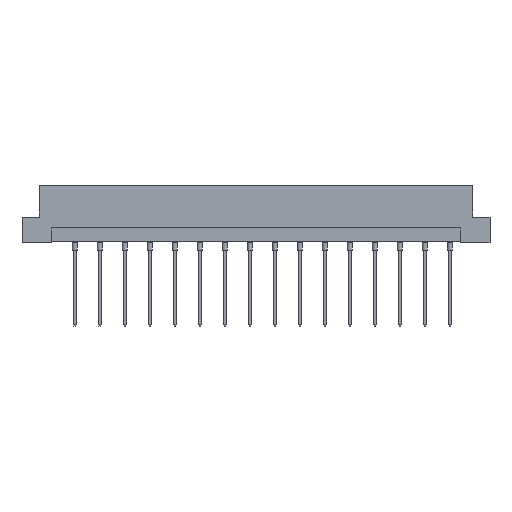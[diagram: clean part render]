
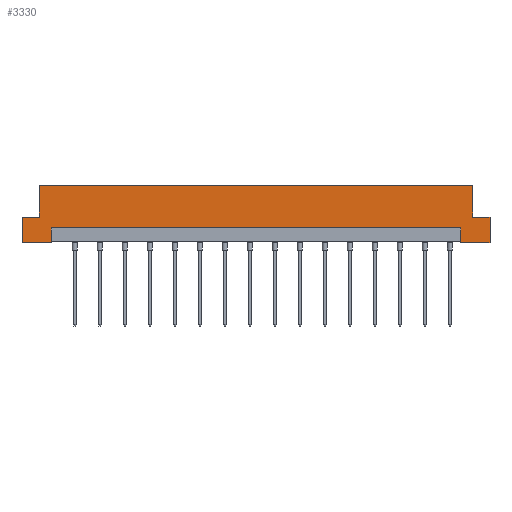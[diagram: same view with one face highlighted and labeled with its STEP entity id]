
A CAD part, front view. The second image highlights one B-rep face of the part: STEP entity #3330.
In plain terms, the highlighted planar face has unit normal (0, -1, 0).
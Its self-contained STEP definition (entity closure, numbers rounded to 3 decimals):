
#31 = LINE ( 'NONE', #1918, #5421 ) ;
#60 = ORIENTED_EDGE ( 'NONE', *, *, #5559, .F. ) ;
#120 = EDGE_CURVE ( 'NONE', #2448, #6931, #1684, .T. ) ;
#160 = CARTESIAN_POINT ( 'NONE',  ( 47.5, -4.3, 0. ) ) ;
#176 = ORIENTED_EDGE ( 'NONE', *, *, #11660, .T. ) ;
#234 = EDGE_CURVE ( 'NONE', #2448, #7092, #4676, .T. ) ;
#263 = CARTESIAN_POINT ( 'NONE',  ( -41.6, -4.3, 0. ) ) ;
#377 = CARTESIAN_POINT ( 'NONE',  ( -41.6, -4.3, 0.2 ) ) ;
#868 = EDGE_CURVE ( 'NONE', #10744, #2974, #2222, .T. ) ;
#898 = DIRECTION ( 'NONE',  ( 1., 0., 0. ) ) ;
#1014 = DIRECTION ( 'NONE',  ( 0., 0., 1. ) ) ;
#1136 = ORIENTED_EDGE ( 'NONE', *, *, #7514, .T. ) ;
#1192 = VECTOR ( 'NONE', #9508, 1000. ) ;
#1303 = DIRECTION ( 'NONE',  ( 0., 0., 1. ) ) ;
#1678 = VERTEX_POINT ( 'NONE', #6806 ) ;
#1684 = LINE ( 'NONE', #4436, #5478 ) ;
#1753 = VECTOR ( 'NONE', #3714, 1000. ) ;
#1846 = CARTESIAN_POINT ( 'NONE',  ( -47.5, -4.3, 11.6 ) ) ;
#1918 = CARTESIAN_POINT ( 'NONE',  ( 47.5, -4.3, 11.6 ) ) ;
#1995 = CARTESIAN_POINT ( 'NONE',  ( -44., -4.3, 5.2 ) ) ;
#2222 = LINE ( 'NONE', #10595, #7720 ) ;
#2273 = EDGE_CURVE ( 'NONE', #2974, #9399, #3779, .T. ) ;
#2448 = VERTEX_POINT ( 'NONE', #7860 ) ;
#2974 = VERTEX_POINT ( 'NONE', #5828 ) ;
#3097 = ORIENTED_EDGE ( 'NONE', *, *, #9317, .F. ) ;
#3179 = DIRECTION ( 'NONE',  ( 0., 0., 1. ) ) ;
#3330 = ADVANCED_FACE ( 'NONE', ( #8571 ), #9673, .F. ) ;
#3355 = VECTOR ( 'NONE', #10521, 1000. ) ;
#3379 = ORIENTED_EDGE ( 'NONE', *, *, #10085, .F. ) ;
#3419 = CARTESIAN_POINT ( 'NONE',  ( -41.6, -4.3, 3. ) ) ;
#3688 = DIRECTION ( 'NONE',  ( 0., 0., -1. ) ) ;
#3714 = DIRECTION ( 'NONE',  ( 1., 0., 0. ) ) ;
#3779 = LINE ( 'NONE', #8356, #9379 ) ;
#3832 = CARTESIAN_POINT ( 'NONE',  ( 44., -4.3, 11.6 ) ) ;
#3836 = AXIS2_PLACEMENT_3D ( 'NONE', #4110, #10594, #10468 ) ;
#4110 = CARTESIAN_POINT ( 'NONE',  ( 47.5, -4.3, 11.6 ) ) ;
#4336 = ORIENTED_EDGE ( 'NONE', *, *, #234, .F. ) ;
#4405 = DIRECTION ( 'NONE',  ( 1., 0., 0. ) ) ;
#4436 = CARTESIAN_POINT ( 'NONE',  ( 47.5, -4.3, 0. ) ) ;
#4676 = LINE ( 'NONE', #11097, #8420 ) ;
#4810 = ORIENTED_EDGE ( 'NONE', *, *, #120, .T. ) ;
#4926 = ORIENTED_EDGE ( 'NONE', *, *, #868, .F. ) ;
#4992 = CARTESIAN_POINT ( 'NONE',  ( -41.6, -4.3, 3. ) ) ;
#5090 = CARTESIAN_POINT ( 'NONE',  ( 44., -4.3, 5.2 ) ) ;
#5169 = EDGE_CURVE ( 'NONE', #8782, #11771, #9565, .T. ) ;
#5421 = VECTOR ( 'NONE', #5581, 1000. ) ;
#5473 = CARTESIAN_POINT ( 'NONE',  ( 47.5, -4.3, 5.2 ) ) ;
#5478 = VECTOR ( 'NONE', #7127, 1000. ) ;
#5528 = VECTOR ( 'NONE', #3688, 1000. ) ;
#5559 = EDGE_CURVE ( 'NONE', #9181, #11771, #7765, .T. ) ;
#5581 = DIRECTION ( 'NONE',  ( 0., 0., -1. ) ) ;
#5802 = ORIENTED_EDGE ( 'NONE', *, *, #2273, .F. ) ;
#5804 = ORIENTED_EDGE ( 'NONE', *, *, #6059, .T. ) ;
#5828 = CARTESIAN_POINT ( 'NONE',  ( -44., -4.3, 11.6 ) ) ;
#6059 = EDGE_CURVE ( 'NONE', #11501, #9399, #10746, .T. ) ;
#6310 = ORIENTED_EDGE ( 'NONE', *, *, #5169, .T. ) ;
#6806 = CARTESIAN_POINT ( 'NONE',  ( 47.5, -4.3, 5.2 ) ) ;
#6931 = VERTEX_POINT ( 'NONE', #7660 ) ;
#7070 = DIRECTION ( 'NONE',  ( 1., 0., 0. ) ) ;
#7092 = VERTEX_POINT ( 'NONE', #7274 ) ;
#7127 = DIRECTION ( 'NONE',  ( 1., 0., 0. ) ) ;
#7274 = CARTESIAN_POINT ( 'NONE',  ( 41.6, -4.3, 3. ) ) ;
#7514 = EDGE_CURVE ( 'NONE', #9181, #7092, #7931, .T. ) ;
#7660 = CARTESIAN_POINT ( 'NONE',  ( 47.5, -4.3, 0. ) ) ;
#7720 = VECTOR ( 'NONE', #1303, 1000. ) ;
#7765 = LINE ( 'NONE', #377, #3355 ) ;
#7860 = CARTESIAN_POINT ( 'NONE',  ( 41.6, -4.3, 0. ) ) ;
#7897 = VECTOR ( 'NONE', #7070, 1000. ) ;
#7931 = LINE ( 'NONE', #4992, #7897 ) ;
#7969 = EDGE_CURVE ( 'NONE', #1678, #6931, #31, .T. ) ;
#8326 = LINE ( 'NONE', #1846, #5528 ) ;
#8356 = CARTESIAN_POINT ( 'NONE',  ( 47.5, -4.3, 11.6 ) ) ;
#8420 = VECTOR ( 'NONE', #1014, 1000. ) ;
#8571 = FACE_OUTER_BOUND ( 'NONE', #10152, .T. ) ;
#8688 = VERTEX_POINT ( 'NONE', #10079 ) ;
#8732 = CARTESIAN_POINT ( 'NONE',  ( 44., -4.3, 5.2 ) ) ;
#8782 = VERTEX_POINT ( 'NONE', #10883 ) ;
#9181 = VERTEX_POINT ( 'NONE', #3419 ) ;
#9317 = EDGE_CURVE ( 'NONE', #11501, #1678, #9331, .T. ) ;
#9331 = LINE ( 'NONE', #5473, #1753 ) ;
#9379 = VECTOR ( 'NONE', #898, 1000. ) ;
#9399 = VERTEX_POINT ( 'NONE', #3832 ) ;
#9508 = DIRECTION ( 'NONE',  ( 1., 0., 0. ) ) ;
#9545 = VECTOR ( 'NONE', #4405, 1000. ) ;
#9565 = LINE ( 'NONE', #160, #1192 ) ;
#9673 = PLANE ( 'NONE',  #3836 ) ;
#10079 = CARTESIAN_POINT ( 'NONE',  ( -47.5, -4.3, 5.2 ) ) ;
#10085 = EDGE_CURVE ( 'NONE', #8688, #10744, #11804, .T. ) ;
#10143 = CARTESIAN_POINT ( 'NONE',  ( -47.5, -4.3, 5.2 ) ) ;
#10152 = EDGE_LOOP ( 'NONE', ( #1136, #4336, #4810, #10609, #3097, #5804, #5802, #4926, #3379, #176, #6310, #60 ) ) ;
#10468 = DIRECTION ( 'NONE',  ( -1., 0., 0. ) ) ;
#10521 = DIRECTION ( 'NONE',  ( 0., 0., -1. ) ) ;
#10594 = DIRECTION ( 'NONE',  ( 0., 1., 0. ) ) ;
#10595 = CARTESIAN_POINT ( 'NONE',  ( -44., -4.3, 5.2 ) ) ;
#10609 = ORIENTED_EDGE ( 'NONE', *, *, #7969, .F. ) ;
#10744 = VERTEX_POINT ( 'NONE', #1995 ) ;
#10746 = LINE ( 'NONE', #8732, #11541 ) ;
#10883 = CARTESIAN_POINT ( 'NONE',  ( -47.5, -4.3, 0. ) ) ;
#11097 = CARTESIAN_POINT ( 'NONE',  ( 41.6, -4.3, 0.2 ) ) ;
#11501 = VERTEX_POINT ( 'NONE', #5090 ) ;
#11541 = VECTOR ( 'NONE', #3179, 1000. ) ;
#11660 = EDGE_CURVE ( 'NONE', #8688, #8782, #8326, .T. ) ;
#11771 = VERTEX_POINT ( 'NONE', #263 ) ;
#11804 = LINE ( 'NONE', #10143, #9545 ) ;
